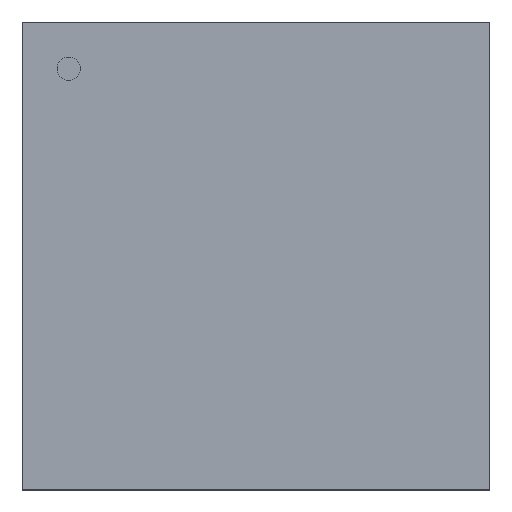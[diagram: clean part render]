
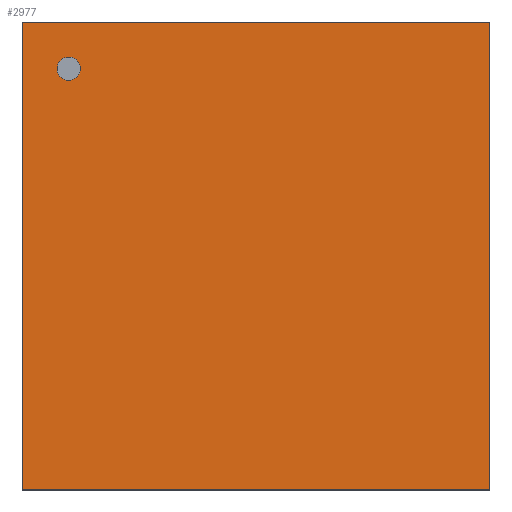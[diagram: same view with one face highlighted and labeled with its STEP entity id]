
A CAD part, top view. The second image highlights one B-rep face of the part: STEP entity #2977.
In plain terms, the highlighted planar face has unit normal (0, 0, 1).
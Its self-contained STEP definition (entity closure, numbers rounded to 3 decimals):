
#2753=CARTESIAN_POINT('',(6.998,-6.998,1.321));
#2752=VERTEX_POINT('',#2753);
#2763=CARTESIAN_POINT('',(-6.998,-6.998,1.321));
#2762=VERTEX_POINT('',#2763);
#2761=EDGE_CURVE('',#2762,#2752,#2766,.T.);
#2766=LINE('',#2763,#2768);
#2768=VECTOR('',#2769,13.995);
#2769=DIRECTION('',(1.0,0.0,0.0));
#2802=CARTESIAN_POINT('',(6.998,6.998,1.321));
#2801=VERTEX_POINT('',#2802);
#2810=EDGE_CURVE('',#2752,#2801,#2815,.T.);
#2815=LINE('',#2753,#2817);
#2817=VECTOR('',#2818,13.995);
#2818=DIRECTION('',(0.0,1.0,0.0));
#2851=CARTESIAN_POINT('',(-6.998,6.998,1.321));
#2850=VERTEX_POINT('',#2851);
#2859=EDGE_CURVE('',#2801,#2850,#2864,.T.);
#2864=LINE('',#2802,#2866);
#2866=VECTOR('',#2867,13.995);
#2867=DIRECTION('',(-1.0,0.0,0.0));
#2908=EDGE_CURVE('',#2850,#2762,#2913,.T.);
#2913=LINE('',#2851,#2915);
#2915=VECTOR('',#2916,13.995);
#2916=DIRECTION('',(0.0,-1.0,0.0));
#2977=ADVANCED_FACE('',(#2983),#2978,.T.);
#2978=PLANE('',#2979);
#2979=AXIS2_PLACEMENT_3D('',#2980,#2981,#2982);
#2980=CARTESIAN_POINT('',(-6.998,-6.998,1.321));
#2981=DIRECTION('',(0.0,0.0,1.0));
#2982=DIRECTION('',(0.,1.,0.));
#2983=FACE_OUTER_BOUND('',#2984,.T.);
#2984=EDGE_LOOP('',(#2985,#2995,#3005,#3015));
#2985=ORIENTED_EDGE('',*,*,#2761,.T.);
#2995=ORIENTED_EDGE('',*,*,#2810,.T.);
#3005=ORIENTED_EDGE('',*,*,#2859,.T.);
#3015=ORIENTED_EDGE('',*,*,#2908,.T.);
